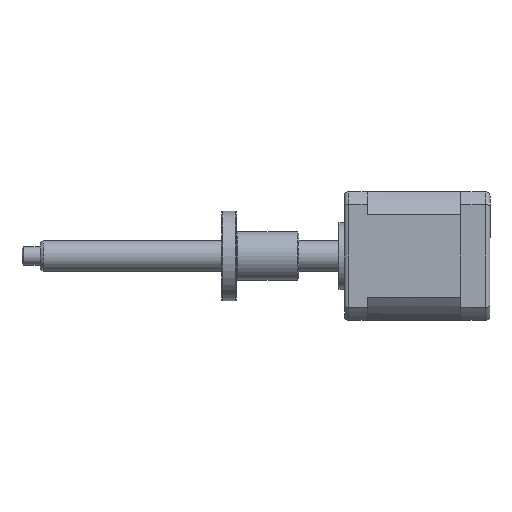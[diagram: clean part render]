
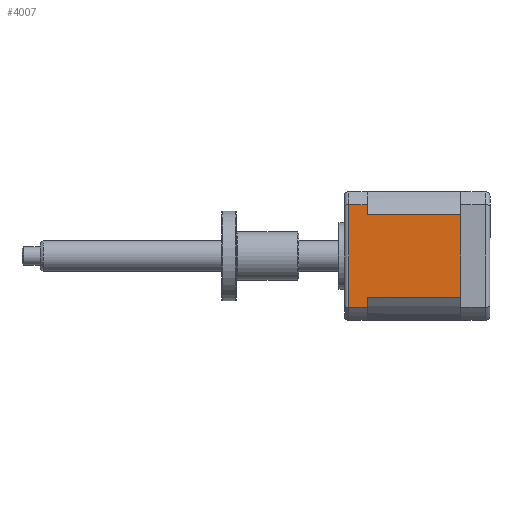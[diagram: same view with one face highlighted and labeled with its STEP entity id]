
A CAD part, left-side view. The second image highlights one B-rep face of the part: STEP entity #4007.
In plain terms, the highlighted planar face has unit normal (-1, 0, 0).
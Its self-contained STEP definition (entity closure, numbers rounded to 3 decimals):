
#423 = DIRECTION ( 'NONE',  ( 0., 0., 1. ) ) ;
#517 = CARTESIAN_POINT ( 'NONE',  ( -38.681, -34.058, 19.756 ) ) ;
#552 = VERTEX_POINT ( 'NONE', #2282 ) ;
#623 = AXIS2_PLACEMENT_3D ( 'NONE', #6731, #7519, #2838 ) ;
#657 = ORIENTED_EDGE ( 'NONE', *, *, #6686, .T. ) ;
#853 = CARTESIAN_POINT ( 'NONE',  ( -38.681, -4.958, 50.196 ) ) ;
#1060 = ORIENTED_EDGE ( 'NONE', *, *, #3733, .T. ) ;
#1094 = LINE ( 'NONE', #7628, #2717 ) ;
#1190 = CARTESIAN_POINT ( 'NONE',  ( -38.681, -3.358, 50.196 ) ) ;
#1209 = FACE_OUTER_BOUND ( 'NONE', #6529, .T. ) ;
#1236 = PLANE ( 'NONE',  #623 ) ;
#1244 = DIRECTION ( 'NONE',  ( 0., 0., 1. ) ) ;
#1356 = EDGE_CURVE ( 'NONE', #1929, #9644, #4106, .T. ) ;
#1929 = VERTEX_POINT ( 'NONE', #9352 ) ;
#1977 = CARTESIAN_POINT ( 'NONE',  ( -38.681, -3.358, 19.756 ) ) ;
#2006 = VECTOR ( 'NONE', #7308, 1000. ) ;
#2282 = CARTESIAN_POINT ( 'NONE',  ( -38.681, 2.792, 50.196 ) ) ;
#2394 = CARTESIAN_POINT ( 'NONE',  ( -38.681, 2.792, 16.504 ) ) ;
#2437 = VERTEX_POINT ( 'NONE', #2394 ) ;
#2717 = VECTOR ( 'NONE', #5292, 1000. ) ;
#2771 = EDGE_CURVE ( 'NONE', #6920, #4029, #3969, .T. ) ;
#2838 = DIRECTION ( 'NONE',  ( 0., 0., 1. ) ) ;
#2863 = DIRECTION ( 'NONE',  ( 0., 0., -1. ) ) ;
#2884 = EDGE_CURVE ( 'NONE', #552, #2437, #1094, .T. ) ;
#3195 = VECTOR ( 'NONE', #5548, 1000. ) ;
#3346 = CARTESIAN_POINT ( 'NONE',  ( -38.681, -3.358, 16.504 ) ) ;
#3683 = ORIENTED_EDGE ( 'NONE', *, *, #2771, .T. ) ;
#3733 = EDGE_CURVE ( 'NONE', #4029, #552, #9229, .T. ) ;
#3868 = VERTEX_POINT ( 'NONE', #4202 ) ;
#3931 = ORIENTED_EDGE ( 'NONE', *, *, #2884, .T. ) ;
#3969 = LINE ( 'NONE', #6668, #9485 ) ;
#4007 = ADVANCED_FACE ( 'NONE', ( #1209 ), #1236, .F. ) ;
#4029 = VERTEX_POINT ( 'NONE', #9042 ) ;
#4106 = LINE ( 'NONE', #8915, #2006 ) ;
#4124 = EDGE_CURVE ( 'NONE', #3868, #1929, #7851, .T. ) ;
#4202 = CARTESIAN_POINT ( 'NONE',  ( -38.681, -34.058, 46.944 ) ) ;
#4776 = EDGE_CURVE ( 'NONE', #8019, #2437, #6193, .T. ) ;
#4846 = LINE ( 'NONE', #6832, #8796 ) ;
#5292 = DIRECTION ( 'NONE',  ( 0., 0., -1. ) ) ;
#5548 = DIRECTION ( 'NONE',  ( 0., 1., 0. ) ) ;
#5947 = VECTOR ( 'NONE', #9158, 1000. ) ;
#6193 = LINE ( 'NONE', #9969, #5947 ) ;
#6529 = EDGE_LOOP ( 'NONE', ( #7170, #3683, #1060, #3931, #6939, #657, #8775, #8626 ) ) ;
#6668 = CARTESIAN_POINT ( 'NONE',  ( -38.681, -3.358, 50.196 ) ) ;
#6686 = EDGE_CURVE ( 'NONE', #8019, #9644, #8839, .T. ) ;
#6731 = CARTESIAN_POINT ( 'NONE',  ( -38.681, -34.058, 19.756 ) ) ;
#6832 = CARTESIAN_POINT ( 'NONE',  ( -38.681, -34.058, 46.944 ) ) ;
#6920 = VERTEX_POINT ( 'NONE', #10228 ) ;
#6939 = ORIENTED_EDGE ( 'NONE', *, *, #4776, .F. ) ;
#7170 = ORIENTED_EDGE ( 'NONE', *, *, #9149, .T. ) ;
#7308 = DIRECTION ( 'NONE',  ( 0., 1., 0. ) ) ;
#7519 = DIRECTION ( 'NONE',  ( 1., 0., 0. ) ) ;
#7619 = DIRECTION ( 'NONE',  ( 0., 1., 0. ) ) ;
#7628 = CARTESIAN_POINT ( 'NONE',  ( -38.681, 2.792, 16.504 ) ) ;
#7851 = LINE ( 'NONE', #517, #8091 ) ;
#8019 = VERTEX_POINT ( 'NONE', #3346 ) ;
#8091 = VECTOR ( 'NONE', #2863, 1000. ) ;
#8603 = VECTOR ( 'NONE', #423, 1000. ) ;
#8626 = ORIENTED_EDGE ( 'NONE', *, *, #4124, .F. ) ;
#8775 = ORIENTED_EDGE ( 'NONE', *, *, #1356, .F. ) ;
#8796 = VECTOR ( 'NONE', #7619, 1000. ) ;
#8839 = LINE ( 'NONE', #1190, #8603 ) ;
#8915 = CARTESIAN_POINT ( 'NONE',  ( -38.681, -34.058, 19.756 ) ) ;
#9042 = CARTESIAN_POINT ( 'NONE',  ( -38.681, -3.358, 50.196 ) ) ;
#9149 = EDGE_CURVE ( 'NONE', #3868, #6920, #4846, .T. ) ;
#9158 = DIRECTION ( 'NONE',  ( 0., 1., 0. ) ) ;
#9229 = LINE ( 'NONE', #853, #3195 ) ;
#9352 = CARTESIAN_POINT ( 'NONE',  ( -38.681, -34.058, 19.756 ) ) ;
#9485 = VECTOR ( 'NONE', #1244, 1000. ) ;
#9644 = VERTEX_POINT ( 'NONE', #1977 ) ;
#9969 = CARTESIAN_POINT ( 'NONE',  ( -38.681, -4.958, 16.504 ) ) ;
#10228 = CARTESIAN_POINT ( 'NONE',  ( -38.681, -3.358, 46.944 ) ) ;
